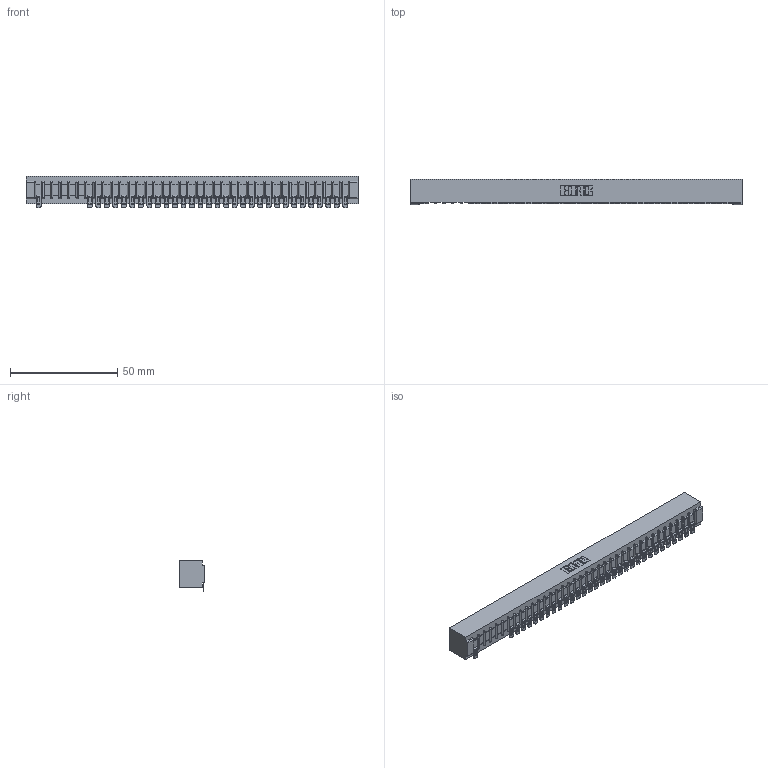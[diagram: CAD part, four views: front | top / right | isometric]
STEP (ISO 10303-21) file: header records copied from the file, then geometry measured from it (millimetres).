
FILE_DESCRIPTION (( 'STEP AP203' ), '1' );
FILE_NAME ('357-037-554-101.STEP', '2018-08-10T08:03:51', ( '' ), ( '' ), 'SwSTEP 2.0', 'SolidWorks 2016', '' );
FILE_SCHEMA (( 'CONFIG_CONTROL_DESIGN' ));
Length unit declared in the file: inch
Products named in the file (3): 307 Part_No Mounting Lugs; 307-290-002_554; 357-037-554-101
Assembly tree (33 placements, depth 2):
  357-037-554-101
    307 Part_No Mounting Lugs
    307-290-002_554  x32
Bounding box: 154.48 x 12.01 x 14.52 mm (x, y, z)
Volume: 16918.9 mm3; surface area: 20709.8 mm2
Topology: 33 solids, 33 shells, 2840 faces, 8715 edges, 5706 vertices
Faces by surface type: plane 1598, cylinder 1166, sphere 76
Entity records: 32863 total; most frequent: CARTESIAN_POINT 5565, ORIENTED_EDGE 5560, DIRECTION 5408, EDGE_CURVE 2780, LINE 2122, VECTOR 2122, VERTEX_POINT 1800, AXIS2_PLACEMENT_3D 1643
